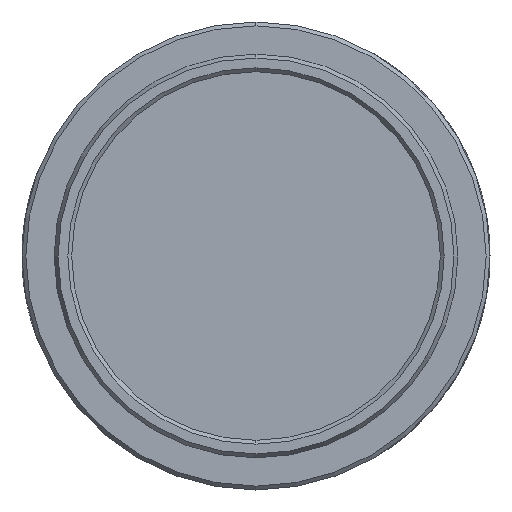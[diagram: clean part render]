
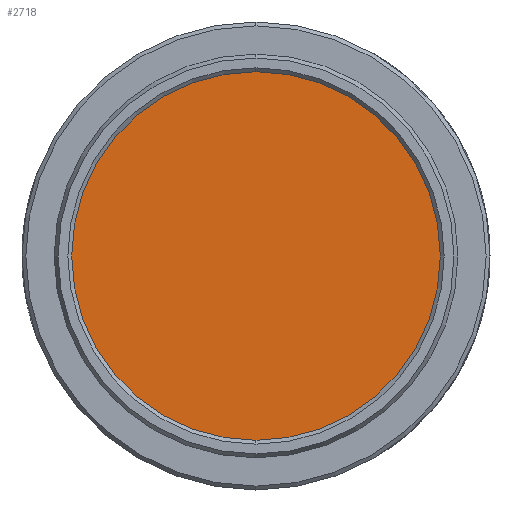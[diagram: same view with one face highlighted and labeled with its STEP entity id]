
A CAD part, left-side view. The second image highlights one B-rep face of the part: STEP entity #2718.
In plain terms, the highlighted planar face has unit normal (-1, 0, 0).
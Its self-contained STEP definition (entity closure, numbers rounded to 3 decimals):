
#54 = PLANE ( 'NONE',  #3099 ) ;
#90 = DIRECTION ( 'NONE',  ( 1., 0., 0. ) ) ;
#291 = DIRECTION ( 'NONE',  ( 0., 0.4, -0.917 ) ) ;
#774 = VERTEX_POINT ( 'NONE', #8667 ) ;
#1373 = EDGE_CURVE ( 'NONE', #5598, #774, #6665, .T. ) ;
#1536 = FACE_OUTER_BOUND ( 'NONE', #2394, .T. ) ;
#2013 = CARTESIAN_POINT ( 'NONE',  ( -1.905, 0., 0. ) ) ;
#2394 = EDGE_LOOP ( 'NONE', ( #3676, #4523 ) ) ;
#2718 = ADVANCED_FACE ( 'NONE', ( #1536 ), #54, .F. ) ;
#2760 = DIRECTION ( 'NONE',  ( 0., 0.4, -0.917 ) ) ;
#3099 = AXIS2_PLACEMENT_3D ( 'NONE', #8998, #90, #5277 ) ;
#3676 = ORIENTED_EDGE ( 'NONE', *, *, #7902, .F. ) ;
#3751 = AXIS2_PLACEMENT_3D ( 'NONE', #9204, #4742, #291 ) ;
#4523 = ORIENTED_EDGE ( 'NONE', *, *, #1373, .F. ) ;
#4742 = DIRECTION ( 'NONE',  ( 1., 0., 0. ) ) ;
#5277 = DIRECTION ( 'NONE',  ( 0., 0.4, -0.917 ) ) ;
#5292 = CARTESIAN_POINT ( 'NONE',  ( -1.905, -5.074, 11.642 ) ) ;
#5598 = VERTEX_POINT ( 'NONE', #5292 ) ;
#5666 = AXIS2_PLACEMENT_3D ( 'NONE', #2013, #7208, #2760 ) ;
#6665 = CIRCLE ( 'NONE', #5666, 12.7 ) ;
#7208 = DIRECTION ( 'NONE',  ( 1., 0., 0. ) ) ;
#7902 = EDGE_CURVE ( 'NONE', #774, #5598, #9063, .T. ) ;
#8667 = CARTESIAN_POINT ( 'NONE',  ( -1.905, 5.074, -11.642 ) ) ;
#8998 = CARTESIAN_POINT ( 'NONE',  ( -1.905, 0., 0. ) ) ;
#9063 = CIRCLE ( 'NONE', #3751, 12.7 ) ;
#9204 = CARTESIAN_POINT ( 'NONE',  ( -1.905, 0., 0. ) ) ;
